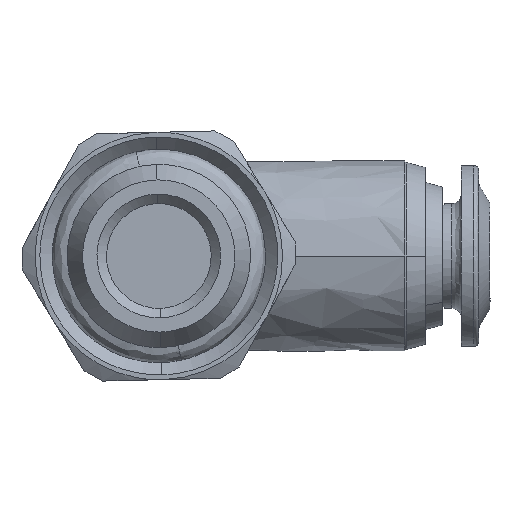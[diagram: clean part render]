
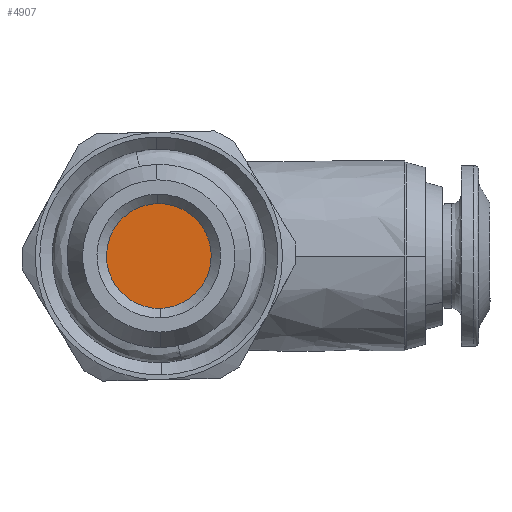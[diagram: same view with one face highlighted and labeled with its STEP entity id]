
A CAD part, front view. The second image highlights one B-rep face of the part: STEP entity #4907.
In plain terms, the highlighted free-form (B-spline) face has degree [1, 1] with [2, 2] control points.
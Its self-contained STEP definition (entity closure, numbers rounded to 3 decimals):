
#247 = EDGE_LOOP ( 'NONE', ( #2849, #1799 ) ) ;
#382 = CARTESIAN_POINT ( 'NONE',  ( 1.545, -17.6, 2.788 ) ) ;
#407 = CARTESIAN_POINT ( 'NONE',  ( 0.066, -17.6, -2.749 ) ) ;
#1127 = VERTEX_POINT ( 'NONE', #5272 ) ;
#1402 = CARTESIAN_POINT ( 'NONE',  ( -2.783, -17.6, -2.783 ) ) ;
#1799 = ORIENTED_EDGE ( 'NONE', *, *, #2973, .F. ) ;
#1871 = CARTESIAN_POINT ( 'NONE',  ( 2.783, -17.6, 2.783 ) ) ;
#2166 = CARTESIAN_POINT ( 'NONE',  ( -5.433, -17.6, -2.881 ) ) ;
#2849 = ORIENTED_EDGE ( 'NONE', *, *, #6385, .F. ) ;
#2950 = CARTESIAN_POINT ( 'NONE',  ( 2.783, -17.6, -2.783 ) ) ;
#2973 = EDGE_CURVE ( 'NONE', #1127, #4344, #4240, .T. ) ;
#4070 = CARTESIAN_POINT ( 'NONE',  ( 2.711, -17.6, 1.676 ) ) ;
#4240 =( BOUNDED_CURVE ( )  B_SPLINE_CURVE ( 3, ( #4810, #2166, #4292, #5338 ),
 .UNSPECIFIED., .F., .F. ) 
 B_SPLINE_CURVE_WITH_KNOTS ( ( 4, 4 ),
 ( -3.142, 0. ),
 .UNSPECIFIED. ) 
 CURVE ( )  GEOMETRIC_REPRESENTATION_ITEM ( )  RATIONAL_B_SPLINE_CURVE ( ( 1., 0.333, 0.333, 1. ) ) 
 REPRESENTATION_ITEM ( '' )  );
#4292 = CARTESIAN_POINT ( 'NONE',  ( -5.564, -17.6, 2.618 ) ) ;
#4344 = VERTEX_POINT ( 'NONE', #6679 ) ;
#4810 = CARTESIAN_POINT ( 'NONE',  ( 0.066, -17.6, -2.749 ) ) ;
#4907 = ADVANCED_FACE ( 'NONE', ( #5281 ), #6120, .T. ) ;
#5236 = CARTESIAN_POINT ( 'NONE',  ( 2.749, -17.6, 0.066 ) ) ;
#5272 = CARTESIAN_POINT ( 'NONE',  ( 0.066, -17.6, -2.749 ) ) ;
#5281 = FACE_OUTER_BOUND ( 'NONE', #247, .T. ) ;
#5338 = CARTESIAN_POINT ( 'NONE',  ( -0.066, -17.6, 2.749 ) ) ;
#5507 =( BOUNDED_CURVE ( )  B_SPLINE_CURVE ( 3, ( #6730, #382, #4070, #5236, #6243, #6781, #407 ),
 .UNSPECIFIED., .F., .T. ) 
 B_SPLINE_CURVE_WITH_KNOTS ( ( 4, 3, 4 ),
 ( -3.142, -1.571, 0. ),
 .UNSPECIFIED. ) 
 CURVE ( )  GEOMETRIC_REPRESENTATION_ITEM ( )  RATIONAL_B_SPLINE_CURVE ( ( 1., 0.805, 0.805, 1., 0.805, 0.805, 1. ) ) 
 REPRESENTATION_ITEM ( '' )  );
#6070 = CARTESIAN_POINT ( 'NONE',  ( -2.783, -17.6, 2.783 ) ) ;
#6120 = B_SPLINE_SURFACE_WITH_KNOTS ( 'NONE', 1, 1, ( 
 ( #6070, #1871 ),
 ( #1402, #2950 ) ),
 .UNSPECIFIED., .F., .F., .F.,
 ( 2, 2 ),
 ( 2, 2 ),
 ( 0., 1. ),
 ( 0., 1. ),
 .UNSPECIFIED. ) ;
#6243 = CARTESIAN_POINT ( 'NONE',  ( 2.788, -17.6, -1.545 ) ) ;
#6385 = EDGE_CURVE ( 'NONE', #4344, #1127, #5507, .T. ) ;
#6679 = CARTESIAN_POINT ( 'NONE',  ( -0.066, -17.6, 2.749 ) ) ;
#6730 = CARTESIAN_POINT ( 'NONE',  ( -0.066, -17.6, 2.749 ) ) ;
#6781 = CARTESIAN_POINT ( 'NONE',  ( 1.676, -17.6, -2.711 ) ) ;
